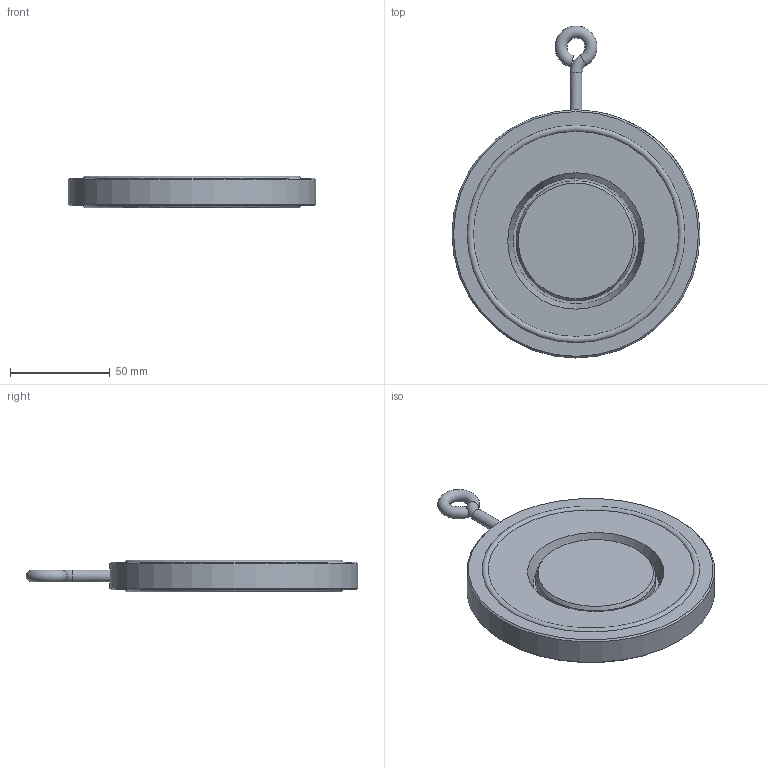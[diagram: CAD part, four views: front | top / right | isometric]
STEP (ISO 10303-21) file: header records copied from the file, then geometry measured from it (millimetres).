
FILE_DESCRIPTION (( 'STEP AP214' ), '1' );
FILE_NAME ('ZRK-65 ANSI150.STEP', '2017-09-28T13:07:34', ( 'eh' ), ( 'Hewlett-Packard Company' ), 'SwSTEP 2.0', 'SolidWorks 2015', '' );
FILE_SCHEMA (( 'AUTOMOTIVE_DESIGN' ));
Length unit declared in the file: millimetre
Products named in the file (1): ZRK-65 ANSI150
Bounding box: 124 x 166 x 15.8 mm (x, y, z)
Volume: 154604 mm3; surface area: 36719.6 mm2
Topology: 1 solids, 2 shells, 172 faces, 431 edges, 286 vertices
Faces by surface type: bspline 78, plane 60, cylinder 21, torus 8, cone 5
Full cylindrical faces by diameter (mm): 5 x1, 6 x1, 40 x1, 60 x1, 124 x1
Entity records: 15697 total; most frequent: CARTESIAN_POINT 10748, ORIENTED_EDGE 818, DIRECTION 436, EDGE_CURVE 409, VERTEX_POINT 282, B_SPLINE_CURVE_WITH_KNOTS 252, EDGE_LOOP 215, FACE_OUTER_BOUND 185
